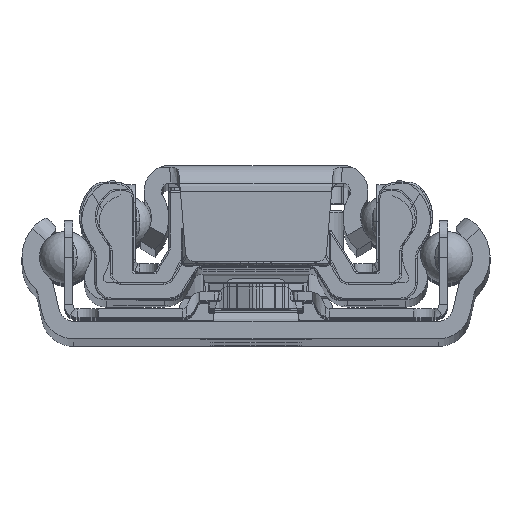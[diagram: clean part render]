
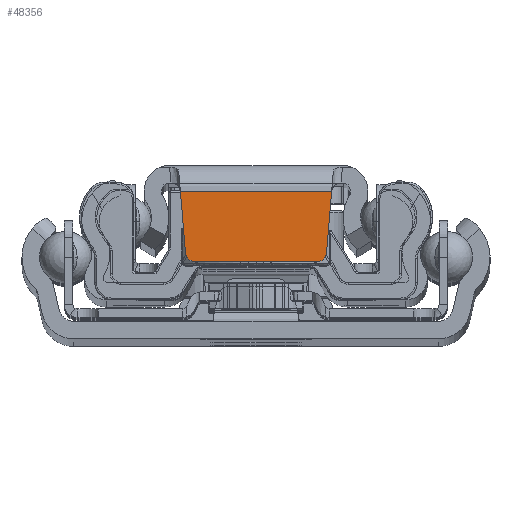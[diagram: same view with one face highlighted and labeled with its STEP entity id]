
A CAD part, top view. The second image highlights one B-rep face of the part: STEP entity #48356.
In plain terms, the highlighted planar face has unit normal (0, 0, 1).
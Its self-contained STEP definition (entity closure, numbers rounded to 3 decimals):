
#1254 = CARTESIAN_POINT ( 'NONE',  ( -8., -11., 488. ) ) ;
#2067 = CARTESIAN_POINT ( 'NONE',  ( -8.672, -3., 488. ) ) ;
#2344 = CARTESIAN_POINT ( 'NONE',  ( 8.077, -10.084, 488. ) ) ;
#4099 = LINE ( 'NONE', #80100, #80533 ) ;
#5967 = FACE_OUTER_BOUND ( 'NONE', #9474, .T. ) ;
#7356 = VECTOR ( 'NONE', #8947, 1000. ) ;
#8849 = ORIENTED_EDGE ( 'NONE', *, *, #91056, .T. ) ;
#8947 = DIRECTION ( 'NONE',  ( -1., 0., 0. ) ) ;
#9370 = PLANE ( 'NONE',  #30762 ) ;
#9474 = EDGE_LOOP ( 'NONE', ( #31136, #26545, #61566, #48036, #8849, #13336 ) ) ;
#9700 = LINE ( 'NONE', #75302, #7356 ) ;
#13336 = ORIENTED_EDGE ( 'NONE', *, *, #21332, .T. ) ;
#16462 = CARTESIAN_POINT ( 'NONE',  ( -8., -11., 488. ) ) ;
#18179 = DIRECTION ( 'NONE',  ( 1., 0., 0. ) ) ;
#21332 = EDGE_CURVE ( 'NONE', #72744, #67393, #48389, .T. ) ;
#23961 = DIRECTION ( 'NONE',  ( 0., 0., 1. ) ) ;
#26186 = VERTEX_POINT ( 'NONE', #2067 ) ;
#26545 = ORIENTED_EDGE ( 'NONE', *, *, #93237, .T. ) ;
#29742 = DIRECTION ( 'NONE',  ( 0., 0., 1. ) ) ;
#30762 = AXIS2_PLACEMENT_3D ( 'NONE', #16462, #23961, #46325 ) ;
#31136 = ORIENTED_EDGE ( 'NONE', *, *, #70397, .T. ) ;
#31167 = VECTOR ( 'NONE', #78636, 1000. ) ;
#33512 = AXIS2_PLACEMENT_3D ( 'NONE', #60141, #29742, #76566 ) ;
#34645 = CARTESIAN_POINT ( 'NONE',  ( 7.888, -12.334, 488. ) ) ;
#35777 = DIRECTION ( 'NONE',  ( -0.084, 0.996, 0. ) ) ;
#41460 = CARTESIAN_POINT ( 'NONE',  ( -8.077, -10.084, 488. ) ) ;
#43761 = EDGE_CURVE ( 'NONE', #92184, #56435, #64515, .T. ) ;
#46325 = DIRECTION ( 'NONE',  ( 1., 0., 0. ) ) ;
#48036 = ORIENTED_EDGE ( 'NONE', *, *, #43761, .T. ) ;
#48356 = ADVANCED_FACE ( 'NONE', ( #5967 ), #9370, .T. ) ;
#48389 = CIRCLE ( 'NONE', #33512, 1. ) ;
#49235 = VECTOR ( 'NONE', #53710, 1000. ) ;
#53710 = DIRECTION ( 'NONE',  ( 1., 0., 0. ) ) ;
#55466 = DIRECTION ( 'NONE',  ( 0., 0., 1. ) ) ;
#56435 = VERTEX_POINT ( 'NONE', #57375 ) ;
#57375 = CARTESIAN_POINT ( 'NONE',  ( -7.08, -11., 488. ) ) ;
#57769 = LINE ( 'NONE', #34645, #31167 ) ;
#60055 = VERTEX_POINT ( 'NONE', #61983 ) ;
#60141 = CARTESIAN_POINT ( 'NONE',  ( 7.08, -10., 488. ) ) ;
#61566 = ORIENTED_EDGE ( 'NONE', *, *, #89637, .F. ) ;
#61983 = CARTESIAN_POINT ( 'NONE',  ( 8.672, -3., 488. ) ) ;
#63266 = LINE ( 'NONE', #1254, #49235 ) ;
#64515 = CIRCLE ( 'NONE', #73955, 1. ) ;
#67393 = VERTEX_POINT ( 'NONE', #2344 ) ;
#70397 = EDGE_CURVE ( 'NONE', #67393, #60055, #57769, .T. ) ;
#72744 = VERTEX_POINT ( 'NONE', #81305 ) ;
#73955 = AXIS2_PLACEMENT_3D ( 'NONE', #76803, #55466, #18179 ) ;
#75302 = CARTESIAN_POINT ( 'NONE',  ( -8.924, -3., 488. ) ) ;
#76566 = DIRECTION ( 'NONE',  ( 1., 0., 0. ) ) ;
#76803 = CARTESIAN_POINT ( 'NONE',  ( -7.08, -10., 488. ) ) ;
#78636 = DIRECTION ( 'NONE',  ( 0.084, 0.996, 0. ) ) ;
#80100 = CARTESIAN_POINT ( 'NONE',  ( -8., -11., 488. ) ) ;
#80533 = VECTOR ( 'NONE', #35777, 1000. ) ;
#81305 = CARTESIAN_POINT ( 'NONE',  ( 7.08, -11., 488. ) ) ;
#89637 = EDGE_CURVE ( 'NONE', #92184, #26186, #4099, .T. ) ;
#91056 = EDGE_CURVE ( 'NONE', #56435, #72744, #63266, .T. ) ;
#92184 = VERTEX_POINT ( 'NONE', #41460 ) ;
#93237 = EDGE_CURVE ( 'NONE', #60055, #26186, #9700, .T. ) ;
